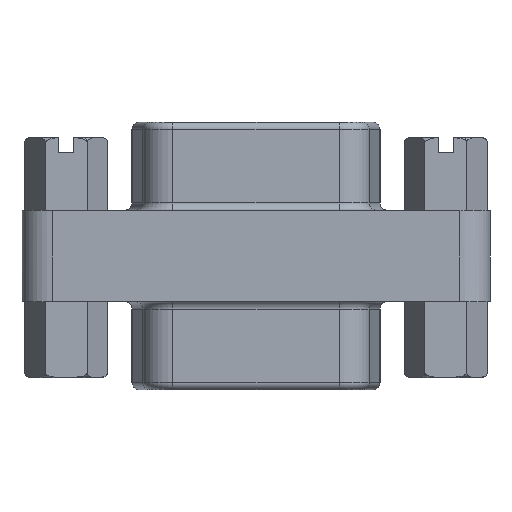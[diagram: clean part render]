
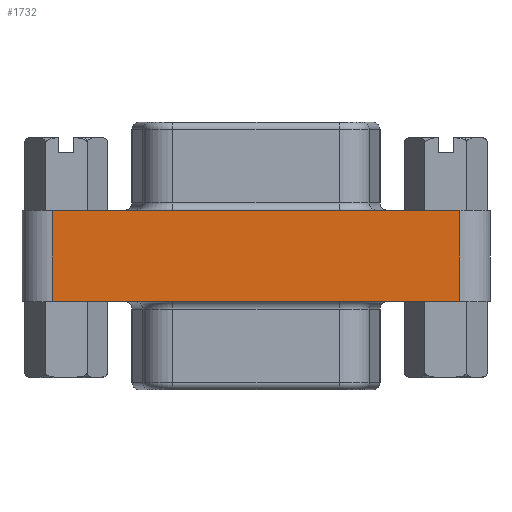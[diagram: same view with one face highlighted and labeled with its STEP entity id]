
A CAD part, front view. The second image highlights one B-rep face of the part: STEP entity #1732.
In plain terms, the highlighted planar face has unit normal (0, -1, 0).
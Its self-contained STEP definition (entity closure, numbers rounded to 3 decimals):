
#1703=AXIS2_PLACEMENT_3D('Plane Axis2P3D',#1700,#1701,#1702) ;
#1289=CARTESIAN_POINT('Vertex',(2.,0.,11.8)) ;
#1295=CARTESIAN_POINT('Control Point',(28.81,0.,11.8)) ;
#1296=CARTESIAN_POINT('Control Point',(23.448,0.,11.8)) ;
#1297=CARTESIAN_POINT('Control Point',(18.086,0.,11.8)) ;
#1298=CARTESIAN_POINT('Control Point',(12.724,0.,11.8)) ;
#1299=CARTESIAN_POINT('Control Point',(7.362,0.,11.8)) ;
#1300=CARTESIAN_POINT('Control Point',(2.,0.,11.8)) ;
#1301=CARTESIAN_POINT('Vertex',(28.81,0.,11.8)) ;
#1671=CARTESIAN_POINT('Line Origine',(28.81,0.,6.244)) ;
#1675=CARTESIAN_POINT('Vertex',(28.81,0.,5.8)) ;
#1677=CARTESIAN_POINT('Vertex',(28.81,0.,10.8)) ;
#1685=CARTESIAN_POINT('Line Origine',(28.81,0.,6.244)) ;
#1700=CARTESIAN_POINT('Axis2P3D Location',(15.405,0.,6.)) ;
#1705=CARTESIAN_POINT('Line Origine',(2.,0.,8.3)) ;
#1709=CARTESIAN_POINT('Vertex',(2.,0.,10.8)) ;
#1711=CARTESIAN_POINT('Vertex',(2.,0.,5.8)) ;
#1714=CARTESIAN_POINT('Line Origine',(15.405,0.,5.8)) ;
#1719=CARTESIAN_POINT('Line Origine',(2.,0.,11.3)) ;
#1672=DIRECTION('Vector Direction',(0.,0.,-1.)) ;
#1686=DIRECTION('Vector Direction',(0.,0.,-1.)) ;
#1701=DIRECTION('Axis2P3D Direction',(-0.,-1.,-0.)) ;
#1702=DIRECTION('Axis2P3D XDirection',(-1.,0.,0.)) ;
#1706=DIRECTION('Vector Direction',(0.,0.,-1.)) ;
#1715=DIRECTION('Vector Direction',(-1.,0.,0.)) ;
#1720=DIRECTION('Vector Direction',(0.,0.,-1.)) ;
#1673=VECTOR('Line Direction',#1672,1.) ;
#1687=VECTOR('Line Direction',#1686,1.) ;
#1707=VECTOR('Line Direction',#1706,1.) ;
#1716=VECTOR('Line Direction',#1715,1.) ;
#1721=VECTOR('Line Direction',#1720,1.) ;
#1725=ORIENTED_EDGE('',*,*,#1713,.T.) ;
#1726=ORIENTED_EDGE('',*,*,#1718,.F.) ;
#1727=ORIENTED_EDGE('',*,*,#1679,.T.) ;
#1728=ORIENTED_EDGE('',*,*,#1689,.F.) ;
#1729=ORIENTED_EDGE('',*,*,#1303,.F.) ;
#1730=ORIENTED_EDGE('',*,*,#1723,.T.) ;
#1732=ADVANCED_FACE('Hauptk\X2\00F6\X0\rper',(#1731),#1704,.T.) ;
#1294=B_SPLINE_CURVE_WITH_KNOTS('',5,(#1295,#1296,#1297,#1298,#1299,#1300),.UNSPECIFIED.,.F.,.U.,(6,6),(0.,26.81),.UNSPECIFIED.) ;
#1303=EDGE_CURVE('',#1290,#1302,#1294,.F.) ;
#1679=EDGE_CURVE('',#1676,#1678,#1674,.F.) ;
#1689=EDGE_CURVE('',#1302,#1678,#1688,.T.) ;
#1713=EDGE_CURVE('',#1710,#1712,#1708,.T.) ;
#1718=EDGE_CURVE('',#1676,#1712,#1717,.T.) ;
#1723=EDGE_CURVE('',#1290,#1710,#1722,.T.) ;
#1724=EDGE_LOOP('',(#1725,#1726,#1727,#1728,#1729,#1730)) ;
#1731=FACE_OUTER_BOUND('',#1724,.T.) ;
#1674=LINE('Line',#1671,#1673) ;
#1688=LINE('Line',#1685,#1687) ;
#1708=LINE('Line',#1705,#1707) ;
#1717=LINE('Line',#1714,#1716) ;
#1722=LINE('Line',#1719,#1721) ;
#1704=PLANE('',#1703) ;
#1290=VERTEX_POINT('',#1289) ;
#1302=VERTEX_POINT('',#1301) ;
#1676=VERTEX_POINT('',#1675) ;
#1678=VERTEX_POINT('',#1677) ;
#1710=VERTEX_POINT('',#1709) ;
#1712=VERTEX_POINT('',#1711) ;
